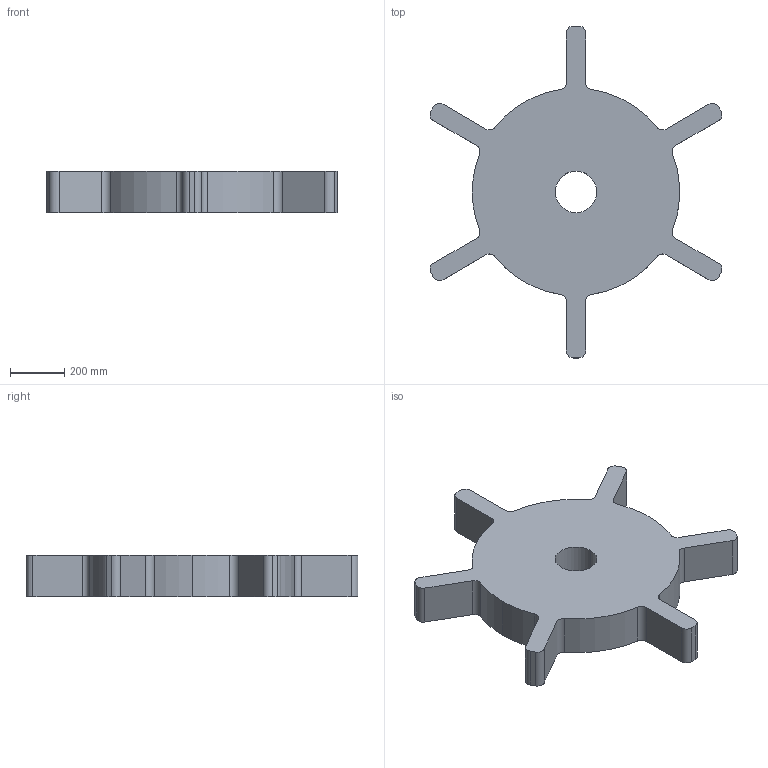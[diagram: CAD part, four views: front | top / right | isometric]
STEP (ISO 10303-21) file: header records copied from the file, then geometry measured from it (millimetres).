
FILE_DESCRIPTION (( 'STEP AP214' ), '1' );
FILE_NAME ('paddle_wheel.STEP', '2022-03-13T23:35:27', ( '' ), ( '' ), 'SwSTEP 2.0', 'SolidWorks 2020', '' );
FILE_SCHEMA (( 'AUTOMOTIVE_DESIGN' ));
Length unit declared in the file: inch
Products named in the file (1): paddle_wheel
Bounding box: 1072.19 x 1219.2 x 152.4 mm (x, y, z)
Volume: 81287327.7 mm3; surface area: 1890571.8 mm2
Topology: 1 solids, 1 shells, 57 faces, 165 edges, 110 vertices
Faces by surface type: cylinder 37, plane 20
Entity records: 1957 total; most frequent: DIRECTION 355, CARTESIAN_POINT 333, ORIENTED_EDGE 330, EDGE_CURVE 165, AXIS2_PLACEMENT_3D 132, VERTEX_POINT 110, VECTOR 91, LINE 91
